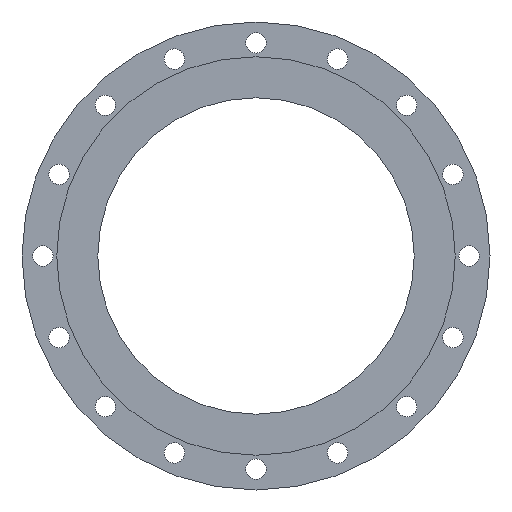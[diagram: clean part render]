
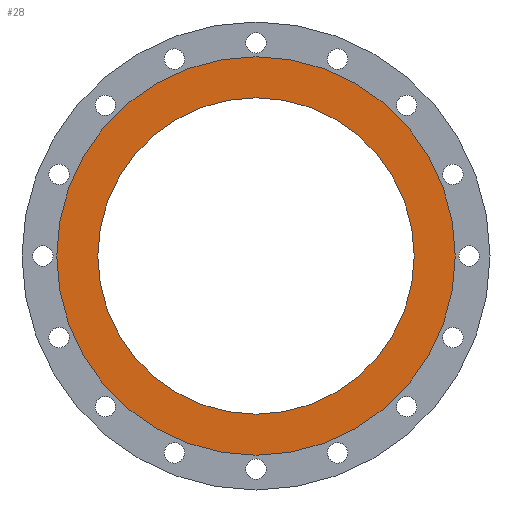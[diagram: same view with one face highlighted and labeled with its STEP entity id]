
A CAD part, front view. The second image highlights one B-rep face of the part: STEP entity #28.
In plain terms, the highlighted planar face has unit normal (0, -1, 0).
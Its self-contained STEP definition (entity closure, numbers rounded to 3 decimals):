
#27 = CARTESIAN_POINT ( 'NONE',  ( 0., 0., 170.7 ) ) ;
#28 = ADVANCED_FACE ( 'NONE', ( #318, #859 ), #595, .T. ) ;
#50 = CIRCLE ( 'NONE', #110, 215. ) ;
#52 = VERTEX_POINT ( 'NONE', #1215 ) ;
#78 = CARTESIAN_POINT ( 'NONE',  ( 0., 0., 0. ) ) ;
#110 = AXIS2_PLACEMENT_3D ( 'NONE', #1406, #209, #192 ) ;
#192 = DIRECTION ( 'NONE',  ( 0., 0., 1. ) ) ;
#209 = DIRECTION ( 'NONE',  ( 0., 1., 0. ) ) ;
#273 = CIRCLE ( 'NONE', #414, 170.7 ) ;
#309 = EDGE_CURVE ( 'NONE', #526, #574, #604, .T. ) ;
#313 = EDGE_LOOP ( 'NONE', ( #1337, #736 ) ) ;
#318 = FACE_BOUND ( 'NONE', #644, .T. ) ;
#414 = AXIS2_PLACEMENT_3D ( 'NONE', #557, #829, #571 ) ;
#526 = VERTEX_POINT ( 'NONE', #984 ) ;
#557 = CARTESIAN_POINT ( 'NONE',  ( 0., 0., 0. ) ) ;
#571 = DIRECTION ( 'NONE',  ( 0., 0., 1. ) ) ;
#574 = VERTEX_POINT ( 'NONE', #1138 ) ;
#595 = PLANE ( 'NONE',  #1405 ) ;
#604 = CIRCLE ( 'NONE', #883, 215. ) ;
#621 = DIRECTION ( 'NONE',  ( 0., 1., 0. ) ) ;
#644 = EDGE_LOOP ( 'NONE', ( #1014, #1651 ) ) ;
#736 = ORIENTED_EDGE ( 'NONE', *, *, #309, .F. ) ;
#765 = CARTESIAN_POINT ( 'NONE',  ( 0., 0., 0. ) ) ;
#818 = CIRCLE ( 'NONE', #951, 170.7 ) ;
#829 = DIRECTION ( 'NONE',  ( 0., 1., 0. ) ) ;
#859 = FACE_OUTER_BOUND ( 'NONE', #313, .T. ) ;
#883 = AXIS2_PLACEMENT_3D ( 'NONE', #78, #621, #1325 ) ;
#951 = AXIS2_PLACEMENT_3D ( 'NONE', #765, #1708, #1589 ) ;
#967 = DIRECTION ( 'NONE',  ( 0., -1., 0. ) ) ;
#984 = CARTESIAN_POINT ( 'NONE',  ( 0., 0., -215. ) ) ;
#1014 = ORIENTED_EDGE ( 'NONE', *, *, #1353, .T. ) ;
#1103 = DIRECTION ( 'NONE',  ( 0., 0., -1. ) ) ;
#1138 = CARTESIAN_POINT ( 'NONE',  ( 0., 0., 215. ) ) ;
#1186 = EDGE_CURVE ( 'NONE', #574, #526, #50, .T. ) ;
#1215 = CARTESIAN_POINT ( 'NONE',  ( 0., 0., 170.7 ) ) ;
#1325 = DIRECTION ( 'NONE',  ( 0., 0., 1. ) ) ;
#1337 = ORIENTED_EDGE ( 'NONE', *, *, #1186, .F. ) ;
#1353 = EDGE_CURVE ( 'NONE', #52, #1523, #818, .T. ) ;
#1405 = AXIS2_PLACEMENT_3D ( 'NONE', #27, #967, #1103 ) ;
#1406 = CARTESIAN_POINT ( 'NONE',  ( 0., 0., 0. ) ) ;
#1484 = EDGE_CURVE ( 'NONE', #1523, #52, #273, .T. ) ;
#1523 = VERTEX_POINT ( 'NONE', #1649 ) ;
#1589 = DIRECTION ( 'NONE',  ( 0., 0., 1. ) ) ;
#1649 = CARTESIAN_POINT ( 'NONE',  ( 0., 0., -170.7 ) ) ;
#1651 = ORIENTED_EDGE ( 'NONE', *, *, #1484, .T. ) ;
#1708 = DIRECTION ( 'NONE',  ( 0., 1., 0. ) ) ;
